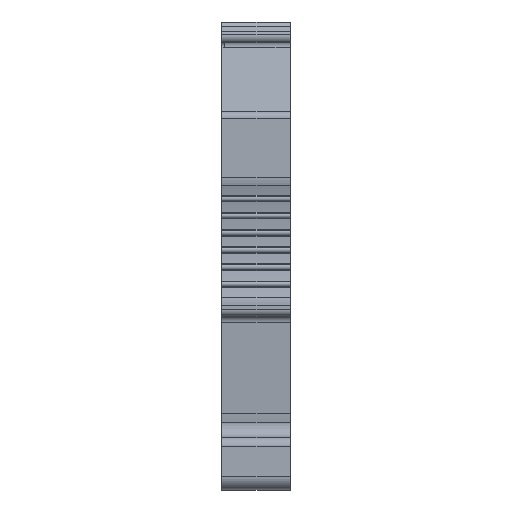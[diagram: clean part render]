
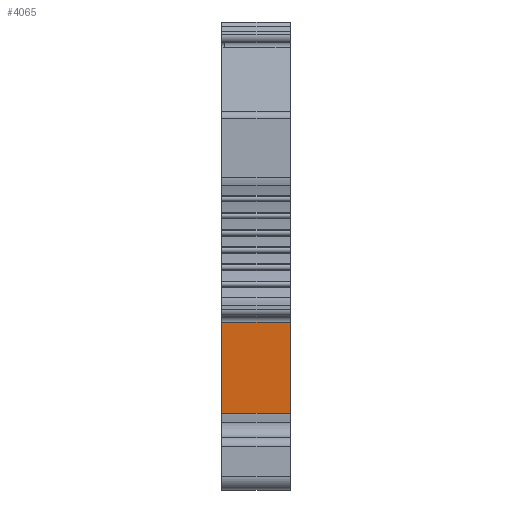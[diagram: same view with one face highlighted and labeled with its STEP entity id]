
A CAD part, left-side view. The second image highlights one B-rep face of the part: STEP entity #4065.
In plain terms, the highlighted planar face has unit normal (-0.997, 0, -0.074).
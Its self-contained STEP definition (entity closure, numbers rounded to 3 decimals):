
#3574=CARTESIAN_POINT('',(-22.699,0.,5.755));
#3575=VERTEX_POINT('',#3574);
#3576=CARTESIAN_POINT('',(-22.699,-5.15,5.755));
#3577=VERTEX_POINT('',#3576);
#3578=CARTESIAN_POINT('',(-22.699,0.,5.755));
#3579=DIRECTION('',(0.,-1.,0.));
#3580=VECTOR('',#3579,5.15);
#3581=LINE('',#3578,#3580);
#3582=EDGE_CURVE('',#3575,#3577,#3581,.T.);
#4035=CARTESIAN_POINT('',(-22.954,-2.575,9.182));
#4036=DIRECTION('',(-0.074,0.,0.997));
#4037=DIRECTION('',(-0.997,0.,-0.074));
#4038=AXIS2_PLACEMENT_3D('',#4035,#4037,#4036);
#4039=PLANE('',#4038);
#4040=ORIENTED_EDGE('',*,*,#3582,.T.);
#4041=CARTESIAN_POINT('',(-23.209,-5.15,12.61));
#4042=VERTEX_POINT('',#4041);
#4043=CARTESIAN_POINT('',(-23.209,-5.15,12.61));
#4044=DIRECTION('',(0.074,0.,-0.997));
#4045=VECTOR('',#4044,6.874);
#4046=LINE('',#4043,#4045);
#4047=EDGE_CURVE('',#4042,#3577,#4046,.T.);
#4048=ORIENTED_EDGE('E382',*,*,#4047,.F.);
#4049=CARTESIAN_POINT('',(-23.209,0.,12.61));
#4050=VERTEX_POINT('',#4049);
#4051=CARTESIAN_POINT('',(-23.209,0.,12.61));
#4052=DIRECTION('',(0.,-1.,0.));
#4053=VECTOR('',#4052,5.15);
#4054=LINE('',#4051,#4053);
#4055=EDGE_CURVE('',#4050,#4042,#4054,.T.);
#4056=ORIENTED_EDGE('E383',*,*,#4055,.F.);
#4057=CARTESIAN_POINT('',(-22.699,0.,5.755));
#4058=DIRECTION('',(-0.074,0.,0.997));
#4059=VECTOR('',#4058,6.874);
#4060=LINE('',#4057,#4059);
#4061=EDGE_CURVE('',#3575,#4050,#4060,.T.);
#4062=ORIENTED_EDGE('E384',*,*,#4061,.F.);
#4063=EDGE_LOOP('',(#4040,#4048,#4056,#4062));
#4064=FACE_OUTER_BOUND('',#4063,.T.);
#4065=ADVANCED_FACE('F107',(#4064),#4039,.T.);
